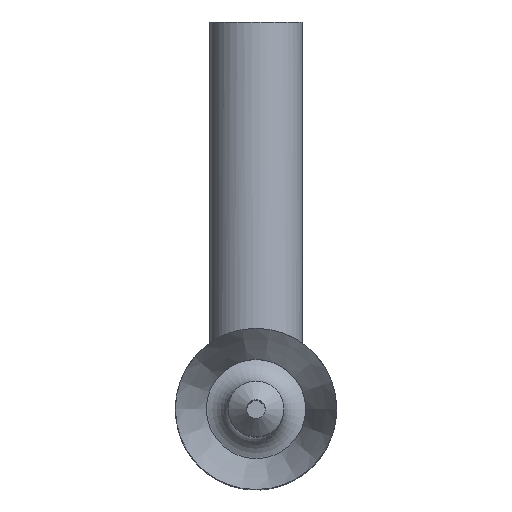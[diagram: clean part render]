
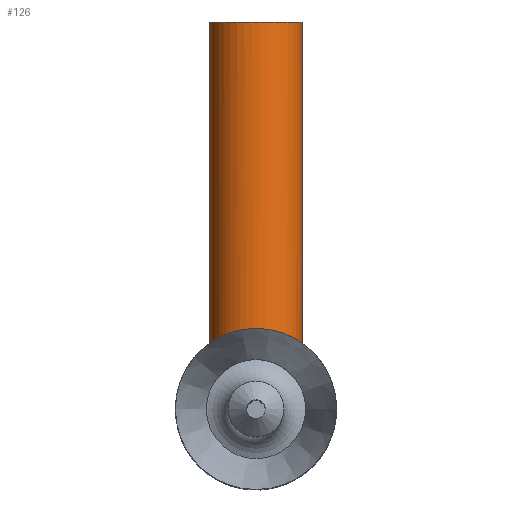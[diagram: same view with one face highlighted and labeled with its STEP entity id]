
A CAD part, top view. The second image highlights one B-rep face of the part: STEP entity #126.
In plain terms, the highlighted cylindrical face has radius 3 mm (diameter 6 mm), a partial arc.
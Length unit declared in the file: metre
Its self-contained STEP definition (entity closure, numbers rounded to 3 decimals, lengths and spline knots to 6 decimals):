
#126 = ADVANCED_FACE( '', ( #305 ), #306, .T. );
#305 = FACE_OUTER_BOUND( '', #547, .T. );
#306 = CYLINDRICAL_SURFACE( '', #548, 0.003 );
#547 = EDGE_LOOP( '', ( #898, #899, #900, #901, #902, #903 ) );
#548 = AXIS2_PLACEMENT_3D( '', #904, #905, #906 );
#898 = ORIENTED_EDGE( '', *, *, #1313, .F. );
#899 = ORIENTED_EDGE( '', *, *, #1314, .T. );
#900 = ORIENTED_EDGE( '', *, *, #1315, .F. );
#901 = ORIENTED_EDGE( '', *, *, #1316, .T. );
#902 = ORIENTED_EDGE( '', *, *, #1317, .T. );
#903 = ORIENTED_EDGE( '', *, *, #1318, .T. );
#904 = CARTESIAN_POINT( '', ( 0.09, 0.025, -0.005 ) );
#905 = DIRECTION( '', ( 0., 1., 0. ) );
#906 = DIRECTION( '', ( 0., 0., -1. ) );
#1313 = EDGE_CURVE( '', #1580, #1581, #1582, .T. );
#1314 = EDGE_CURVE( '', #1580, #1583, #1584, .T. );
#1315 = EDGE_CURVE( '', #1585, #1583, #1586, .T. );
#1316 = EDGE_CURVE( '', #1585, #1587, #1588, .T. );
#1317 = EDGE_CURVE( '', #1587, #1589, #1590, .T. );
#1318 = EDGE_CURVE( '', #1589, #1581, #1591, .T. );
#1580 = VERTEX_POINT( '', #2526 );
#1581 = VERTEX_POINT( '', #2527 );
#1582 = B_SPLINE_CURVE_WITH_KNOTS( '', 3, ( #2528, #2529, #2530, #2531, #2532, #2533, #2534, #2535, #2536, #2537, #2538, #2539, #2540, #2541, #2542, #2543 ), .UNSPECIFIED., .F., .F., ( 4, 2, 2, 2, 2, 2, 2, 4 ), ( 0., 0.000526, 0.001052, 0.001578, 0.002104, 0.00263, 0.003156, 0.004208 ), .UNSPECIFIED. );
#1583 = VERTEX_POINT( '', #2544 );
#1584 = B_SPLINE_CURVE_WITH_KNOTS( '', 3, ( #2545, #2546, #2547, #2548, #2549, #2550, #2551, #2552, #2553, #2554, #2555, #2556, #2557, #2558 ), .UNSPECIFIED., .F., .F., ( 4, 2, 2, 2, 2, 2, 4 ), ( 0., 0.000828, 0.001241, 0.001655, 0.002069, 0.002483, 0.00331 ), .UNSPECIFIED. );
#1585 = VERTEX_POINT( '', #2559 );
#1586 = LINE( '', #2560, #2561 );
#1587 = VERTEX_POINT( '', #2562 );
#1588 = CIRCLE( '', #2563, 0.003 );
#1589 = VERTEX_POINT( '', #2564 );
#1590 = LINE( '', #2565, #2566 );
#1591 = B_SPLINE_CURVE_WITH_KNOTS( '', 3, ( #2567, #2568, #2569, #2570, #2571, #2572, #2573, #2574 ), .UNSPECIFIED., .F., .F., ( 4, 2, 2, 4 ), ( 0., 0.000826, 0.001651, 0.003303 ), .UNSPECIFIED. );
#2526 = CARTESIAN_POINT( '', ( 0.091913, 0.004835, -0.002689 ) );
#2527 = CARTESIAN_POINT( '', ( 0.088087, 0.004835, -0.002689 ) );
#2528 = CARTESIAN_POINT( '', ( 0.091913, 0.004835, -0.002689 ) );
#2529 = CARTESIAN_POINT( '', ( 0.091783, 0.004887, -0.002581 ) );
#2530 = CARTESIAN_POINT( '', ( 0.091644, 0.004936, -0.002485 ) );
#2531 = CARTESIAN_POINT( '', ( 0.09135, 0.005024, -0.002315 ) );
#2532 = CARTESIAN_POINT( '', ( 0.091193, 0.005064, -0.002242 ) );
#2533 = CARTESIAN_POINT( '', ( 0.090867, 0.00513, -0.002123 ) );
#2534 = CARTESIAN_POINT( '', ( 0.090699, 0.005156, -0.002077 ) );
#2535 = CARTESIAN_POINT( '', ( 0.090356, 0.005191, -0.002016 ) );
#2536 = CARTESIAN_POINT( '', ( 0.090179, 0.0052, -0.002 ) );
#2537 = CARTESIAN_POINT( '', ( 0.089826, 0.0052, -0.002 ) );
#2538 = CARTESIAN_POINT( '', ( 0.089651, 0.005191, -0.002015 ) );
#2539 = CARTESIAN_POINT( '', ( 0.089307, 0.005156, -0.002076 ) );
#2540 = CARTESIAN_POINT( '', ( 0.089135, 0.00513, -0.002122 ) );
#2541 = CARTESIAN_POINT( '', ( 0.088648, 0.005032, -0.0023 ) );
#2542 = CARTESIAN_POINT( '', ( 0.088348, 0.004939, -0.002473 ) );
#2543 = CARTESIAN_POINT( '', ( 0.088087, 0.004835, -0.002689 ) );
#2544 = CARTESIAN_POINT( '', ( 0.092939, 0.004238, -0.0056 ) );
#2545 = CARTESIAN_POINT( '', ( 0.091913, 0.004835, -0.002689 ) );
#2546 = CARTESIAN_POINT( '', ( 0.092119, 0.004754, -0.00286 ) );
#2547 = CARTESIAN_POINT( '', ( 0.092297, 0.004668, -0.003053 ) );
#2548 = CARTESIAN_POINT( '', ( 0.092526, 0.004543, -0.003376 ) );
#2549 = CARTESIAN_POINT( '', ( 0.092596, 0.004502, -0.003491 ) );
#2550 = CARTESIAN_POINT( '', ( 0.09272, 0.004426, -0.003727 ) );
#2551 = CARTESIAN_POINT( '', ( 0.092774, 0.004391, -0.003849 ) );
#2552 = CARTESIAN_POINT( '', ( 0.092865, 0.004328, -0.004101 ) );
#2553 = CARTESIAN_POINT( '', ( 0.092903, 0.0043, -0.004231 ) );
#2554 = CARTESIAN_POINT( '', ( 0.092961, 0.004255, -0.004499 ) );
#2555 = CARTESIAN_POINT( '', ( 0.092981, 0.004238, -0.004637 ) );
#2556 = CARTESIAN_POINT( '', ( 0.093012, 0.004205, -0.005048 ) );
#2557 = CARTESIAN_POINT( '', ( 0.092995, 0.004209, -0.005327 ) );
#2558 = CARTESIAN_POINT( '', ( 0.092939, 0.004238, -0.0056 ) );
#2559 = CARTESIAN_POINT( '', ( 0.092939, 0.025, -0.0056 ) );
#2560 = CARTESIAN_POINT( '', ( 0.092939, 0.025, -0.0056 ) );
#2561 = VECTOR( '', #3079, 1. );
#2562 = CARTESIAN_POINT( '', ( 0.087061, 0.025, -0.0056 ) );
#2563 = AXIS2_PLACEMENT_3D( '', #3080, #3081, #3082 );
#2564 = CARTESIAN_POINT( '', ( 0.087061, 0.004238, -0.0056 ) );
#2565 = CARTESIAN_POINT( '', ( 0.087061, 0.025, -0.0056 ) );
#2566 = VECTOR( '', #3083, 1. );
#2567 = CARTESIAN_POINT( '', ( 0.087061, 0.004238, -0.0056 ) );
#2568 = CARTESIAN_POINT( '', ( 0.087005, 0.004209, -0.005328 ) );
#2569 = CARTESIAN_POINT( '', ( 0.086988, 0.004205, -0.005053 ) );
#2570 = CARTESIAN_POINT( '', ( 0.087029, 0.004248, -0.004499 ) );
#2571 = CARTESIAN_POINT( '', ( 0.087087, 0.004295, -0.004232 ) );
#2572 = CARTESIAN_POINT( '', ( 0.087364, 0.004486, -0.003469 ) );
#2573 = CARTESIAN_POINT( '', ( 0.087676, 0.004673, -0.00303 ) );
#2574 = CARTESIAN_POINT( '', ( 0.088087, 0.004835, -0.002689 ) );
#3079 = DIRECTION( '', ( 0., -1., 0. ) );
#3080 = CARTESIAN_POINT( '', ( 0.09, 0.025, -0.005 ) );
#3081 = DIRECTION( '', ( 0., -1., 0. ) );
#3082 = DIRECTION( '', ( 0., 0., -1. ) );
#3083 = DIRECTION( '', ( 0., -1., 0. ) );
